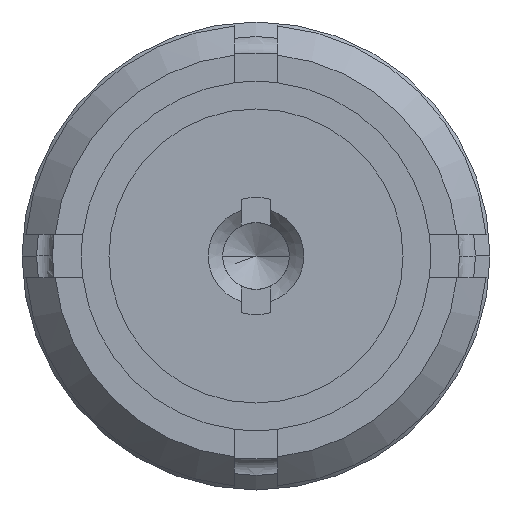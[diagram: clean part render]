
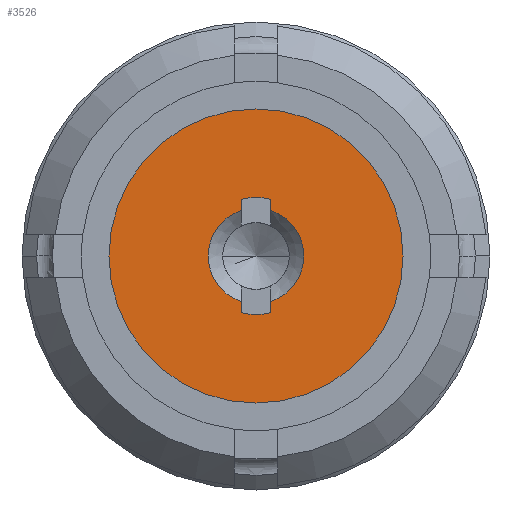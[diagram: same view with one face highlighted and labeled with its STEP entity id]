
A CAD part, left-side view. The second image highlights one B-rep face of the part: STEP entity #3526.
In plain terms, the highlighted planar face has unit normal (-1, 0, 0).
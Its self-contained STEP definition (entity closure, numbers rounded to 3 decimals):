
#1161=CARTESIAN_POINT('',(0.1,0.,0.));
#1162=DIRECTION('',(-1.,0.,0.));
#1163=DIRECTION('',(0.,1.,0.));
#1164=AXIS2_PLACEMENT_3D('',#1161,#1162,#1163);
#1166=CARTESIAN_POINT('',(0.1,0.,0.));
#1167=DIRECTION('',(1.,0.,0.));
#1168=DIRECTION('',(0.,1.,0.));
#1169=AXIS2_PLACEMENT_3D('',#1166,#1167,#1168);
#1171=CARTESIAN_POINT('',(0.1,0.,0.));
#1172=DIRECTION('',(1.,0.,0.));
#1173=DIRECTION('',(0.,-0.251,-0.968));
#1174=AXIS2_PLACEMENT_3D('',#1171,#1172,#1173);
#1176=DIRECTION('',(0.,0.,1.));
#1177=VECTOR('',#1176,0.078);
#1178=CARTESIAN_POINT('',(0.1,-0.102,-0.392));
#1179=LINE('',#1178,#1177);
#1180=DIRECTION('',(0.,0.,1.));
#1181=VECTOR('',#1180,0.078);
#1182=CARTESIAN_POINT('',(0.1,-0.102,0.314));
#1183=LINE('',#1182,#1181);
#1184=CARTESIAN_POINT('',(0.1,0.,0.));
#1185=DIRECTION('',(1.,0.,0.));
#1186=DIRECTION('',(0.,0.251,0.968));
#1187=AXIS2_PLACEMENT_3D('',#1184,#1185,#1186);
#1189=DIRECTION('',(0.,0.,-1.));
#1190=VECTOR('',#1189,0.078);
#1191=CARTESIAN_POINT('',(0.1,0.102,0.392));
#1192=LINE('',#1191,#1190);
#1193=DIRECTION('',(0.,0.,-1.));
#1194=VECTOR('',#1193,0.078);
#1195=CARTESIAN_POINT('',(0.1,0.102,-0.314));
#1196=LINE('',#1195,#1194);
#1223=CARTESIAN_POINT('',(0.1,0.102,-0.314));
#1225=CARTESIAN_POINT('',(0.1,0.,0.));
#1226=DIRECTION('',(1.,0.,0.));
#1227=DIRECTION('',(0.,0.308,-0.952));
#1228=AXIS2_PLACEMENT_3D('',#1225,#1226,#1227);
#1230=CARTESIAN_POINT('',(0.1,0.102,0.314));
#1258=CARTESIAN_POINT('',(0.1,-0.102,-0.314));
#1270=CARTESIAN_POINT('',(0.1,-0.102,0.314));
#1272=CARTESIAN_POINT('',(0.1,0.,0.));
#1273=DIRECTION('',(1.,0.,0.));
#1274=DIRECTION('',(0.,-0.308,0.952));
#1275=AXIS2_PLACEMENT_3D('',#1272,#1273,#1274);
#1894=CARTESIAN_POINT('',(0.1,1.015,0.));
#1896=VERTEX_POINT('',#1894);
#1898=CARTESIAN_POINT('',(0.1,-1.015,0.));
#1900=VERTEX_POINT('',#1898);
#1985=VERTEX_POINT('',#1230);
#1986=VERTEX_POINT('',#1270);
#1991=VERTEX_POINT('',#1258);
#1992=VERTEX_POINT('',#1223);
#1997=CARTESIAN_POINT('',(0.1,0.102,0.392));
#1998=VERTEX_POINT('',#1997);
#1999=CARTESIAN_POINT('',(0.1,-0.102,0.392));
#2000=VERTEX_POINT('',#1999);
#2005=CARTESIAN_POINT('',(0.1,-0.102,-0.392));
#2006=VERTEX_POINT('',#2005);
#2007=CARTESIAN_POINT('',(0.1,0.102,-0.392));
#2008=VERTEX_POINT('',#2007);
#3499=CARTESIAN_POINT('',(0.1,0.,0.));
#3500=DIRECTION('',(1.,0.,0.));
#3501=DIRECTION('',(0.,-1.,0.));
#3502=AXIS2_PLACEMENT_3D('',#3499,#3500,#3501);
#3503=PLANE('',#3502);
#3504=ORIENTED_EDGE('',*,*,#3478,.F.);
#3505=ORIENTED_EDGE('',*,*,#3494,.T.);
#3506=EDGE_LOOP('',(#3504,#3505));
#3507=FACE_OUTER_BOUND('',#3506,.F.);
#3509=ORIENTED_EDGE('',*,*,#3508,.F.);
#3511=ORIENTED_EDGE('',*,*,#3510,.T.);
#3513=ORIENTED_EDGE('',*,*,#3512,.F.);
#3515=ORIENTED_EDGE('',*,*,#3514,.T.);
#3517=ORIENTED_EDGE('',*,*,#3516,.F.);
#3519=ORIENTED_EDGE('',*,*,#3518,.T.);
#3521=ORIENTED_EDGE('',*,*,#3520,.F.);
#3523=ORIENTED_EDGE('',*,*,#3522,.T.);
#3524=EDGE_LOOP('',(#3509,#3511,#3513,#3515,#3517,#3519,#3521,#3523));
#3525=FACE_BOUND('',#3524,.F.);
#3526=ADVANCED_FACE('',(#3507,#3525),#3503,.F.);
#1165=CIRCLE('',#1164,1.015);
#1170=CIRCLE('',#1169,1.015);
#1175=CIRCLE('',#1174,0.405);
#1188=CIRCLE('',#1187,0.405);
#1229=CIRCLE('',#1228,0.33);
#1276=CIRCLE('',#1275,0.33);
#3478=EDGE_CURVE('',#1896,#1900,#1165,.T.);
#3494=EDGE_CURVE('',#1896,#1900,#1170,.T.);
#3508=EDGE_CURVE('',#2006,#2008,#1175,.T.);
#3510=EDGE_CURVE('',#2006,#1991,#1179,.T.);
#3512=EDGE_CURVE('',#1986,#1991,#1276,.T.);
#3514=EDGE_CURVE('',#1986,#2000,#1183,.T.);
#3516=EDGE_CURVE('',#1998,#2000,#1188,.T.);
#3518=EDGE_CURVE('',#1998,#1985,#1192,.T.);
#3520=EDGE_CURVE('',#1992,#1985,#1229,.T.);
#3522=EDGE_CURVE('',#1992,#2008,#1196,.T.);
